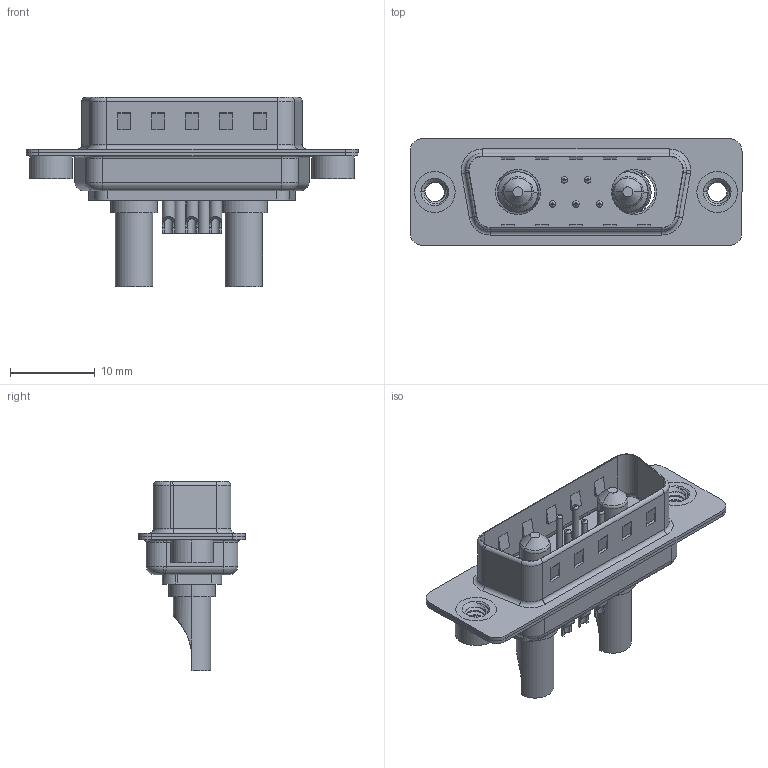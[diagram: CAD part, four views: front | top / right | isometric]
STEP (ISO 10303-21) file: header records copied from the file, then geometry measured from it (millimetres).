
FILE_DESCRIPTION (( 'STEP AP203' ), '1' );
FILE_NAME ('627-7W2-222-3T2.STEP', '2019-06-21T15:58:18', ( '' ), ( '' ), 'SwSTEP 2.0', 'SolidWorks 2016', '' );
FILE_SCHEMA (( 'CONFIG_CONTROL_DESIGN' ));
Length unit declared in the file: millimetre
Products named in the file (8): Power Pin_30A SC; 627Combo Contact Row 1_22; 627Combo Contact Row 2_22; 627-7W2-222-3T2; 627Combo Housing_7W2; 627Combo Shell Rear_15 Contacts; 627Combo Shell Front_15 Contacts; 627Combo Threaded Rivet_2
Assembly tree (12 placements, depth 2):
  627-7W2-222-3T2
    627Combo Housing_7W2
    627Combo Shell Rear_15 Contacts
    627Combo Shell Front_15 Contacts
    627Combo Threaded Rivet_2  x2
    Power Pin_30A SC  x2
    627Combo Contact Row 1_22  x2
    627Combo Contact Row 2_22  x3
Bounding box: 39.15 x 12.6 x 22.3 mm (x, y, z)
Volume: 2036.2 mm3; surface area: 5000.8 mm2
Topology: 14 solids, 14 shells, 617 faces, 1481 edges, 915 vertices
Faces by surface type: cylinder 257, plane 210, torus 104, cone 36, bspline 10
Entity records: 15946 total; most frequent: CARTESIAN_POINT 3982, DIRECTION 2428, ORIENTED_EDGE 2208, EDGE_CURVE 1104, AXIS2_PLACEMENT_3D 933, VERTEX_POINT 693, LINE 562, VECTOR 562
